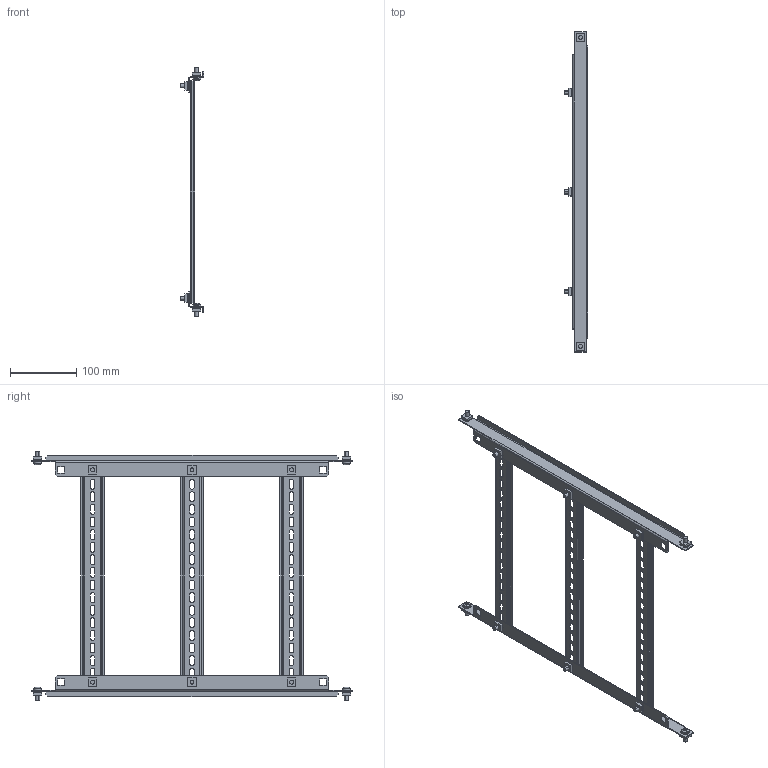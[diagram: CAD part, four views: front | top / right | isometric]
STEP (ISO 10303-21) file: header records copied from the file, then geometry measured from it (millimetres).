
FILE_DESCRIPTION (( 'STEP AP214' ), '1' );
FILE_NAME ('Ðàìà ñ äèí-ðåéêàìè äëÿ 50.40.22 Ãðàíèò EKF PROxima.STEP', '2022-06-28T07:20:41', ( '' ), ( '' ), 'SwSTEP 2.0', 'SolidWorks 2021', '' );
FILE_SCHEMA (( 'AUTOMOTIVE_DESIGN' ));
Length unit declared in the file: millimetre
Products named in the file (5): DIN-ðåéêà 335ìì_L=260; pan head cross recess screw_din_DIN EN ISO 7045 - M6 x 16 - Z - 16N; Ãàéêà êóçîâíàÿ Ì6; Ðàìà ñ äèí-ðåéêàìè äëÿ 50.40.22  Ãðàíèò EKF PROxima; ﾌﾈ-2395.06.00.001 ﾍ瑜粱 500
Assembly tree (25 placements, depth 2):
  Ðàìà ñ äèí-ðåéêàìè äëÿ 50.40.22  Ãðàíèò EKF PROxima
    ﾌﾈ-2395.06.00.001 ﾍ瑜粱 500  x2
    Ãàéêà êóçîâíàÿ Ì6  x10
    pan head cross recess screw_din_DIN EN ISO 7045 - M6 x 16 - Z - 16N  x10
    DIN-ðåéêà 335ìì_L=260  x3
Bounding box: 36 x 483 x 376 mm (x, y, z)
Volume: 120248.3 mm3; surface area: 190661.7 mm2
Topology: 25 solids, 25 shells, 1094 faces, 2948 edges, 1894 vertices
Faces by surface type: plane 657, cylinder 317, cone 60, torus 40, sphere 20
Entity records: 7460 total; most frequent: CARTESIAN_POINT 1345, DIRECTION 1220, ORIENTED_EDGE 1212, EDGE_CURVE 606, VECTOR 424, LINE 424, AXIS2_PLACEMENT_3D 398, VERTEX_POINT 395
